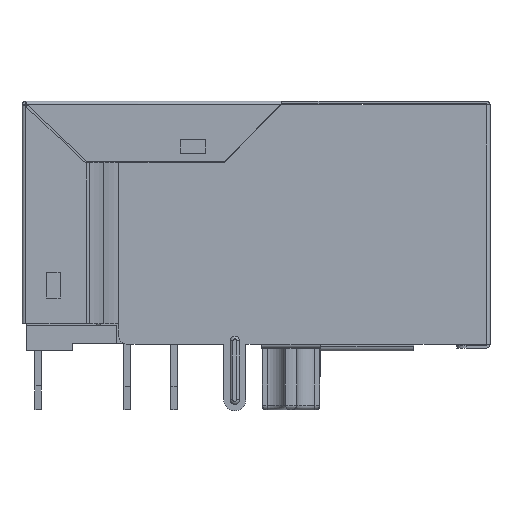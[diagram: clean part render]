
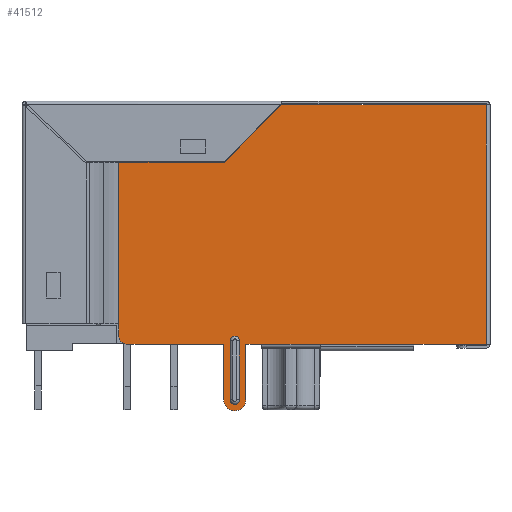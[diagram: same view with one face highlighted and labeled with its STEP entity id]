
A CAD part, left-side view. The second image highlights one B-rep face of the part: STEP entity #41512.
In plain terms, the highlighted planar face has unit normal (-1, 0, 0).
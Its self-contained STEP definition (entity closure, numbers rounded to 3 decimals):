
#1998=PLANE('',#48027);
#5948=LINE('',#69689,#10798);
#5949=LINE('',#69691,#10799);
#5951=LINE('',#69695,#10801);
#5961=LINE('',#69729,#10811);
#5963=LINE('',#69733,#10813);
#5965=LINE('',#69739,#10815);
#5967=LINE('',#69750,#10817);
#5974=LINE('',#69766,#10824);
#5976=LINE('',#69769,#10826);
#5977=LINE('',#69773,#10827);
#6305=LINE('',#71012,#11155);
#6308=LINE('',#71024,#11158);
#6309=LINE('',#71026,#11159);
#6311=LINE('',#71030,#11161);
#10798=VECTOR('',#56407,1000.);
#10799=VECTOR('',#56410,1000.);
#10801=VECTOR('',#56414,1000.);
#10811=VECTOR('',#56444,1000.);
#10813=VECTOR('',#56448,1000.);
#10815=VECTOR('',#56454,1000.);
#10817=VECTOR('',#56466,1000.);
#10824=VECTOR('',#56481,1000.);
#10826=VECTOR('',#56485,1000.);
#10827=VECTOR('',#56490,1000.);
#11155=VECTOR('',#57400,1000.);
#11158=VECTOR('',#57413,1000.);
#11159=VECTOR('',#57416,1000.);
#11161=VECTOR('',#57420,1000.);
#21807=ORIENTED_EDGE('',*,*,#29168,.T.);
#21808=ORIENTED_EDGE('',*,*,#29157,.F.);
#21809=ORIENTED_EDGE('',*,*,#29156,.F.);
#21810=ORIENTED_EDGE('',*,*,#29163,.F.);
#21811=ORIENTED_EDGE('',*,*,#28632,.T.);
#21812=ORIENTED_EDGE('',*,*,#27978,.T.);
#21813=ORIENTED_EDGE('',*,*,#28630,.T.);
#21814=ORIENTED_EDGE('',*,*,#29166,.F.);
#21815=ORIENTED_EDGE('',*,*,#29169,.F.);
#21816=ORIENTED_EDGE('',*,*,#29164,.F.);
#21817=ORIENTED_EDGE('',*,*,#28629,.T.);
#21818=ORIENTED_EDGE('',*,*,#28668,.T.);
#21819=ORIENTED_EDGE('',*,*,#28659,.T.);
#21820=ORIENTED_EDGE('',*,*,#28670,.T.);
#21821=ORIENTED_EDGE('',*,*,#28654,.T.);
#21822=ORIENTED_EDGE('',*,*,#28651,.T.);
#21823=ORIENTED_EDGE('',*,*,#28649,.T.);
#21824=ORIENTED_EDGE('',*,*,#28672,.T.);
#27978=EDGE_CURVE('',#32674,#32675,#34533,.T.);
#28629=EDGE_CURVE('',#33112,#33113,#5948,.T.);
#28630=EDGE_CURVE('',#32675,#33114,#5949,.T.);
#28632=EDGE_CURVE('',#33115,#32674,#5951,.T.);
#28649=EDGE_CURVE('',#33122,#33128,#5961,.T.);
#28651=EDGE_CURVE('',#33129,#33122,#5963,.T.);
#28654=EDGE_CURVE('',#33132,#33129,#5965,.T.);
#28659=EDGE_CURVE('',#33136,#33135,#5967,.T.);
#28668=EDGE_CURVE('',#33113,#33136,#5974,.T.);
#28670=EDGE_CURVE('',#33135,#33132,#5976,.T.);
#28672=EDGE_CURVE('',#33128,#33115,#5977,.T.);
#29156=EDGE_CURVE('',#33437,#33434,#34688,.T.);
#29157=EDGE_CURVE('',#33434,#33438,#6305,.T.);
#29163=EDGE_CURVE('',#33441,#33437,#6308,.T.);
#29164=EDGE_CURVE('',#33112,#33442,#6309,.T.);
#29166=EDGE_CURVE('',#33443,#33114,#6311,.T.);
#29168=EDGE_CURVE('',#33441,#33438,#34692,.T.);
#29169=EDGE_CURVE('',#33442,#33443,#34693,.T.);
#32674=VERTEX_POINT('',#67065);
#32675=VERTEX_POINT('',#67066);
#33112=VERTEX_POINT('',#69686);
#33113=VERTEX_POINT('',#69688);
#33114=VERTEX_POINT('',#69692);
#33115=VERTEX_POINT('',#69696);
#33122=VERTEX_POINT('',#69716);
#33128=VERTEX_POINT('',#69728);
#33129=VERTEX_POINT('',#69732);
#33132=VERTEX_POINT('',#69740);
#33135=VERTEX_POINT('',#69749);
#33136=VERTEX_POINT('',#69751);
#33434=VERTEX_POINT('',#71004);
#33437=VERTEX_POINT('',#71009);
#33438=VERTEX_POINT('',#71013);
#33441=VERTEX_POINT('',#71023);
#33442=VERTEX_POINT('',#71027);
#33443=VERTEX_POINT('',#71031);
#34533=CIRCLE('',#47463,0.5);
#34688=CIRCLE('',#48018,0.25);
#34692=CIRCLE('',#48028,0.25);
#34693=CIRCLE('',#48029,0.6);
#36664=EDGE_LOOP('',(#21807,#21808,#21809,#21810));
#36665=EDGE_LOOP('',(#21811,#21812,#21813,#21814,#21815,#21816,#21817,#21818,
#21819,#21820,#21821,#21822,#21823,#21824));
#38937=FACE_BOUND('',#36664,.T.);
#38938=FACE_BOUND('',#36665,.T.);
#41512=ADVANCED_FACE('',(#38937,#38938),#1998,.T.);
#47463=AXIS2_PLACEMENT_3D('',#67064,#55661,#55662);
#48018=AXIS2_PLACEMENT_3D('',#71010,#57396,#57397);
#48027=AXIS2_PLACEMENT_3D('',#71033,#57422,#57423);
#48028=AXIS2_PLACEMENT_3D('',#71034,#57424,#57425);
#48029=AXIS2_PLACEMENT_3D('',#71035,#57426,#57427);
#55661=DIRECTION('',(-1.,0.,0.));
#55662=DIRECTION('',(0.,-1.,0.));
#56407=DIRECTION('',(0.,-1.,0.));
#56410=DIRECTION('',(0.,-1.,0.));
#56414=DIRECTION('',(0.,0.,-1.));
#56444=DIRECTION('',(0.,1.,0.));
#56448=DIRECTION('',(0.,0.707,-0.707));
#56454=DIRECTION('',(0.,1.,0.));
#56466=DIRECTION('',(0.,-1.,0.));
#56481=DIRECTION('',(0.,-1.,0.));
#56485=DIRECTION('',(0.,0.,1.));
#56490=DIRECTION('',(0.,0.,-1.));
#57396=DIRECTION('',(-1.,0.,0.));
#57397=DIRECTION('',(0.,0.,1.));
#57400=DIRECTION('',(0.,0.,-1.));
#57413=DIRECTION('',(0.,0.,1.));
#57416=DIRECTION('',(0.,0.,-1.));
#57420=DIRECTION('',(0.,0.,1.));
#57422=DIRECTION('',(-1.,0.,0.));
#57423=DIRECTION('',(0.,1.,0.));
#57424=DIRECTION('',(1.,0.,0.));
#57425=DIRECTION('',(0.,1.,0.));
#57426=DIRECTION('',(1.,0.,0.));
#57427=DIRECTION('',(0.,-1.,0.));
#67064=CARTESIAN_POINT('',(-8.05,7.,-6.));
#67065=CARTESIAN_POINT('',(-8.05,7.5,-6.));
#67066=CARTESIAN_POINT('',(-8.05,7.,-6.5));
#69686=CARTESIAN_POINT('',(-8.05,0.6,-6.5));
#69688=CARTESIAN_POINT('',(-8.05,-0.25,-6.5));
#69689=CARTESIAN_POINT('',(-8.05,7.5,-6.5));
#69691=CARTESIAN_POINT('',(-8.05,7.5,-6.5));
#69692=CARTESIAN_POINT('',(-8.05,1.8,-6.5));
#69695=CARTESIAN_POINT('',(-8.05,7.5,6.5));
#69696=CARTESIAN_POINT('',(-8.05,7.5,-5.38));
#69716=CARTESIAN_POINT('',(-8.05,1.75,3.4));
#69728=CARTESIAN_POINT('',(-8.05,7.5,3.4));
#69729=CARTESIAN_POINT('',(-8.05,0.05,3.4));
#69732=CARTESIAN_POINT('',(-8.05,-1.35,6.5));
#69733=CARTESIAN_POINT('',(-8.05,2.6,2.55));
#69739=CARTESIAN_POINT('',(-8.05,-12.528,6.5));
#69740=CARTESIAN_POINT('',(-8.05,-12.45,6.5));
#69749=CARTESIAN_POINT('',(-8.05,-12.45,-6.5));
#69750=CARTESIAN_POINT('',(-8.05,7.5,-6.5));
#69751=CARTESIAN_POINT('',(-8.05,-3.45,-6.5));
#69766=CARTESIAN_POINT('',(-8.05,-0.25,-6.5));
#69769=CARTESIAN_POINT('',(-8.05,-12.45,-6.5));
#69773=CARTESIAN_POINT('',(-8.05,7.5,6.5));
#71004=CARTESIAN_POINT('',(-8.05,1.45,-6.3));
#71009=CARTESIAN_POINT('',(-8.05,0.95,-6.3));
#71010=CARTESIAN_POINT('',(-8.05,1.2,-6.3));
#71012=CARTESIAN_POINT('',(-8.05,1.45,0.));
#71013=CARTESIAN_POINT('',(-8.05,1.45,-9.5));
#71023=CARTESIAN_POINT('',(-8.05,0.95,-9.5));
#71024=CARTESIAN_POINT('',(-8.05,0.95,0.));
#71026=CARTESIAN_POINT('',(-8.05,0.6,-6.5));
#71027=CARTESIAN_POINT('',(-8.05,0.6,-9.5));
#71030=CARTESIAN_POINT('',(-8.05,1.8,-9.5));
#71031=CARTESIAN_POINT('',(-8.05,1.8,-9.5));
#71033=CARTESIAN_POINT('',(-8.05,0.05,0.));
#71034=CARTESIAN_POINT('',(-8.05,1.2,-9.5));
#71035=CARTESIAN_POINT('',(-8.05,1.2,-9.5));
